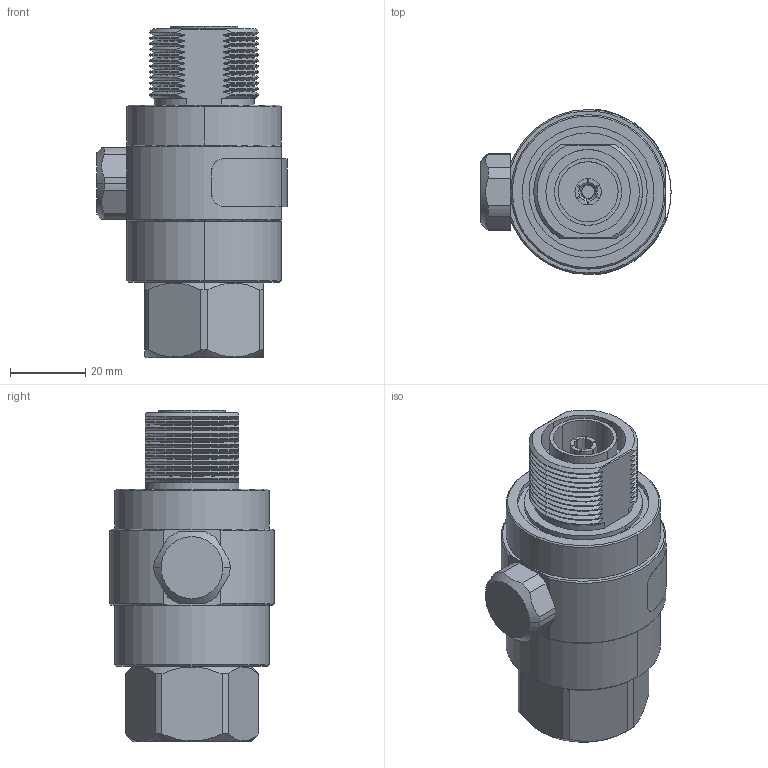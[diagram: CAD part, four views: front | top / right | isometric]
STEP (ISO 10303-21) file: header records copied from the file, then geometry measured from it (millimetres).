
FILE_DESCRIPTION (( 'STEP AP214' ), '1' );
FILE_NAME ('LCSP1005.STEP', '2018-05-01T16:51:44', ( '' ), ( '' ), 'SwSTEP 2.0', 'SolidWorks 2017', '' );
FILE_SCHEMA (( 'AUTOMOTIVE_DESIGN' ));
Length unit declared in the file: inch
Products named in the file (20): 1502-0716; 3800-285; 7040-0065; 4041-0010; 5800-0202; 7040-0043; 3800-285-1; 7040-0037; 1359-0002; LCSP1005; LG CURVED LP LABEL_CURVED2; 4041-0011; 4050-0012; 5800-0203; 4035-0071; 7040-0060; 4052-0027; 4035-0072; 2812-0004; 4041-0009
Assembly tree (23 placements, depth 3):
  LCSP1005
    4041-0009
    7040-0037
    3800-285-1
      3800-285
    7040-0065
    5800-0202
    5800-0203
    4050-0012  x2
    4035-0072
    4041-0011  x2
    2812-0004  x2
    4052-0027  x2
    4041-0010
    4035-0071
    7040-0043
    7040-0060
    1359-0002
    1502-0716
    LG CURVED LP LABEL_CURVED2
Bounding box: 50.7 x 44.06 x 88.27 mm (x, y, z)
Volume: 73449.2 mm3; surface area: 52071.3 mm2
Topology: 22 solids, 22 shells, 663 faces, 1519 edges, 951 vertices
Faces by surface type: cylinder 285, cone 170, plane 148, torus 60
Entity records: 18805 total; most frequent: CARTESIAN_POINT 3703, DIRECTION 3207, ORIENTED_EDGE 2762, EDGE_CURVE 1381, AXIS2_PLACEMENT_3D 1353, VERTEX_POINT 867, CIRCLE 732, EDGE_LOOP 664
